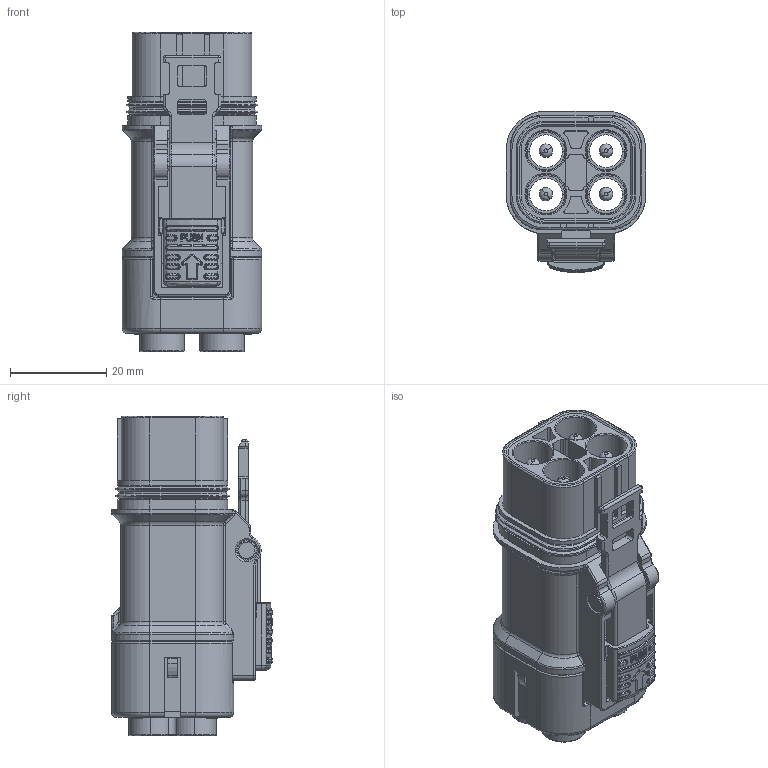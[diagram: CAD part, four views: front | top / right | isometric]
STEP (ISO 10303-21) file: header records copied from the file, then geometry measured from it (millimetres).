
FILE_DESCRIPTION (( 'STEP AP214' ), '1' );
FILE_NAME ('YG1092A脣芛杅耀.STEP', '2019-10-24T02:52:48', ( 'yongguiuser' ), ( 'sichuanyongguikeji' ), 'SwSTEP 2.0', 'SolidWorks 2018', '' );
FILE_SCHEMA (( 'AUTOMOTIVE_DESIGN' ));
Length unit declared in the file: millimetre
Products named in the file (1): YG1092A脣芛杅耀
Bounding box: 29 x 33.45 x 66.3 mm (x, y, z)
Surface area: 15537.8 mm2 (no closed solid volume)
Topology: 0 solids, 19 shells, 972 faces, 2769 edges, 1765 vertices
Faces by surface type: cylinder 307, bspline 283, plane 220, torus 118, cone 38, sphere 6
Entity records: 56692 total; most frequent: CARTESIAN_POINT 22837, ORIENTED_EDGE 4797, DIRECTION 4536, EDGE_CURVE 2755, VERTEX_POINT 1763, AXIS2_PLACEMENT_3D 1732, LINE 1072, VECTOR 1072
